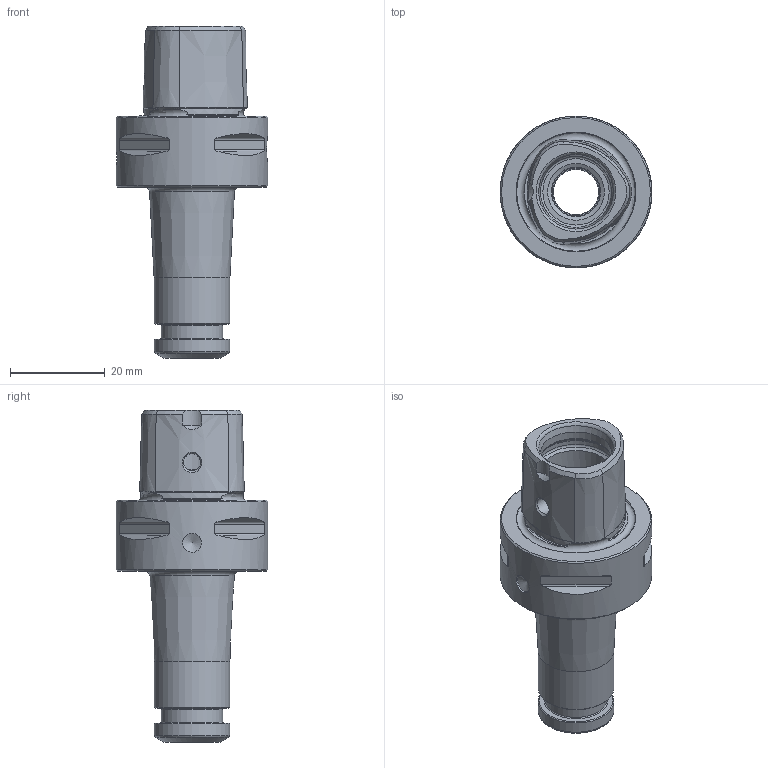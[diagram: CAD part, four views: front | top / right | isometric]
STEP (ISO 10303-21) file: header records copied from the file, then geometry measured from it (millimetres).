
FILE_DESCRIPTION(/* description */ (''),/* implementation_level */ '2;1');
FILE_NAME(/* name */ '280371010.stp',/* time_stamp */ '2021-01-12T12:38:35',/* author */ ('LRA'),/* organization */ ('REGO-FIX'),/* preprocessor_version */ ' Unknown',/* originating_system */ 'SIEMENS PLM Software Solid Edge ST10',/* authorization */ 'Unknown');
FILE_SCHEMA (('AUTOMOTIVE_DESIGN { 1 0 10303 214 2 1 1}'));
Length unit declared in the file: millimetre
Products named in the file (1): NOCUT
Bounding box: 32 x 32 x 70 mm (x, y, z)
Volume: 19115.1 mm3; surface area: 8528.3 mm2
Topology: 1 solids, 1 shells, 111 faces, 269 edges, 168 vertices
Faces by surface type: cone 57, plane 23, cylinder 21, torus 10
Full cylindrical faces by diameter (mm): 3.6 x1, 4 x1, 10 x1, 10.376 x2, 13 x1, 15 x2, 16 x2, 16.5 x1, 32 x1
Entity records: 3852 total; most frequent: CARTESIAN_POINT 756, DIRECTION 476, ORIENTED_EDGE 424, AXIS2_PLACEMENT_3D 214, EDGE_CURVE 212, FACE_BOUND 164, EDGE_LOOP 162, VERTEX_POINT 152
